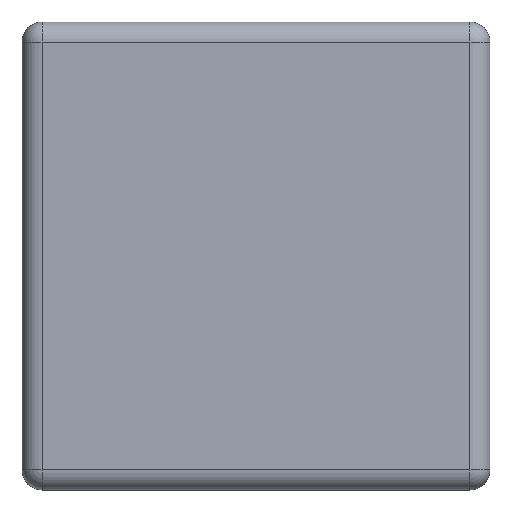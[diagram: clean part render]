
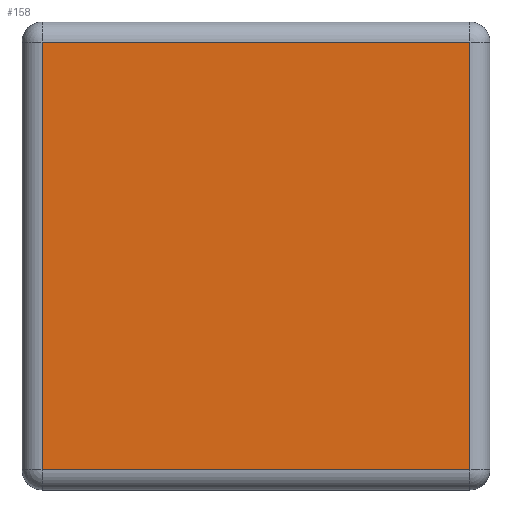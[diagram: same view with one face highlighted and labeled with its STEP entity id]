
A CAD part, top view. The second image highlights one B-rep face of the part: STEP entity #158.
In plain terms, the highlighted planar face has unit normal (0, 0, 1).
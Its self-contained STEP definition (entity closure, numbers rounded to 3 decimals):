
#158 = ADVANCED_FACE( '', ( #372 ), #373, .T. );
#372 = FACE_OUTER_BOUND( '', #645, .T. );
#373 = PLANE( '', #646 );
#645 = EDGE_LOOP( '', ( #1047, #1048, #1049, #1050 ) );
#646 = AXIS2_PLACEMENT_3D( '', #1051, #1052, #1053 );
#1047 = ORIENTED_EDGE( '', *, *, #1623, .T. );
#1048 = ORIENTED_EDGE( '', *, *, #1670, .T. );
#1049 = ORIENTED_EDGE( '', *, *, #1671, .T. );
#1050 = ORIENTED_EDGE( '', *, *, #1672, .T. );
#1051 = CARTESIAN_POINT( '', ( 0., 0., 17. ) );
#1052 = DIRECTION( '', ( 0., 0., 1. ) );
#1053 = DIRECTION( '', ( 1., 0., 0. ) );
#1623 = EDGE_CURVE( '', #1948, #1950, #1952, .T. );
#1670 = EDGE_CURVE( '', #1950, #2021, #2022, .T. );
#1671 = EDGE_CURVE( '', #2021, #1864, #2023, .T. );
#1672 = EDGE_CURVE( '', #1864, #1948, #2024, .T. );
#1864 = VERTEX_POINT( '', #2279 );
#1948 = VERTEX_POINT( '', #2394 );
#1950 = VERTEX_POINT( '', #2396 );
#1952 = LINE( '', #2398, #2399 );
#2021 = VERTEX_POINT( '', #2496 );
#2022 = LINE( '', #2497, #2498 );
#2023 = LINE( '', #2499, #2500 );
#2024 = LINE( '', #2501, #2502 );
#2279 = CARTESIAN_POINT( '', ( 16., -16., 17. ) );
#2394 = CARTESIAN_POINT( '', ( 16., 16., 17. ) );
#2396 = CARTESIAN_POINT( '', ( -16., 16., 17. ) );
#2398 = CARTESIAN_POINT( '', ( -17.5, 16., 17. ) );
#2399 = VECTOR( '', #2873, 1000. );
#2496 = CARTESIAN_POINT( '', ( -16., -16., 17. ) );
#2497 = CARTESIAN_POINT( '', ( -16., -17.5, 17. ) );
#2498 = VECTOR( '', #2914, 1000. );
#2499 = CARTESIAN_POINT( '', ( 17.5, -16., 17. ) );
#2500 = VECTOR( '', #2915, 1000. );
#2501 = CARTESIAN_POINT( '', ( 16., 17.5, 17. ) );
#2502 = VECTOR( '', #2916, 1000. );
#2873 = DIRECTION( '', ( -1., 0., 0. ) );
#2914 = DIRECTION( '', ( 0., -1., 0. ) );
#2915 = DIRECTION( '', ( 1., 0., 0. ) );
#2916 = DIRECTION( '', ( 0., 1., 0. ) );
